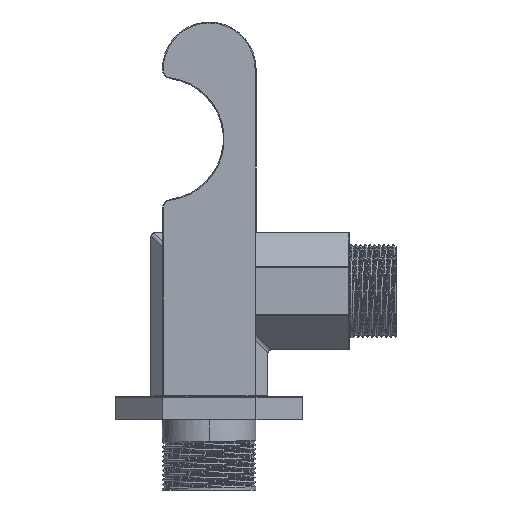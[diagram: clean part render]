
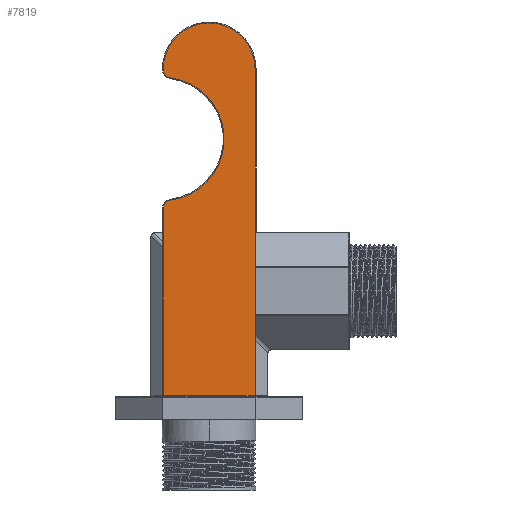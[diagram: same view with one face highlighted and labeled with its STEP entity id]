
A CAD part, left-side view. The second image highlights one B-rep face of the part: STEP entity #7819.
In plain terms, the highlighted planar face has unit normal (-1, 0, 0).
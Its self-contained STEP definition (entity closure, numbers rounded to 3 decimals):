
#7 = DIRECTION ( 'NONE',  ( 0., 0., -1. ) ) ;
#91 = CARTESIAN_POINT ( 'NONE',  ( -60.5, 8.24, 73.082 ) ) ;
#94 = ORIENTED_EDGE ( 'NONE', *, *, #8723, .T. ) ;
#480 = ORIENTED_EDGE ( 'NONE', *, *, #3620, .T. ) ;
#1031 = DIRECTION ( 'NONE',  ( 0., 0., -1. ) ) ;
#1068 = AXIS2_PLACEMENT_3D ( 'NONE', #6664, #2661, #6559 ) ;
#1235 = EDGE_CURVE ( 'NONE', #1923, #4805, #6593, .T. ) ;
#1256 = DIRECTION ( 'NONE',  ( 0., 1., 0. ) ) ;
#1314 = DIRECTION ( 'NONE',  ( 1., 0., 0. ) ) ;
#1430 = CARTESIAN_POINT ( 'NONE',  ( -60.5, 8., 45.134 ) ) ;
#1617 = CARTESIAN_POINT ( 'NONE',  ( -60.5, -9.8, 85. ) ) ;
#1662 = CARTESIAN_POINT ( 'NONE',  ( -60.5, 8.24, 46.918 ) ) ;
#1699 = CIRCLE ( 'NONE', #6432, 9.8 ) ;
#1710 = DIRECTION ( 'NONE',  ( 0., 0., 1. ) ) ;
#1756 = DIRECTION ( 'NONE',  ( 0., 1., 0. ) ) ;
#1923 = VERTEX_POINT ( 'NONE', #10240 ) ;
#1930 = DIRECTION ( 'NONE',  ( -1., 0., 0. ) ) ;
#1941 = EDGE_CURVE ( 'NONE', #5228, #1923, #8407, .T. ) ;
#2483 = DIRECTION ( 'NONE',  ( 1., 0., 0. ) ) ;
#2600 = CARTESIAN_POINT ( 'NONE',  ( -60.5, 9.8, 75. ) ) ;
#2661 = DIRECTION ( 'NONE',  ( -1., 0., 0. ) ) ;
#2748 = CARTESIAN_POINT ( 'NONE',  ( -60.5, 9.8, 5.2 ) ) ;
#2754 = CARTESIAN_POINT ( 'NONE',  ( -60.5, 9.8, 85. ) ) ;
#3101 = LINE ( 'NONE', #4037, #8925 ) ;
#3124 = VECTOR ( 'NONE', #1710, 1000. ) ;
#3150 = EDGE_CURVE ( 'NONE', #5227, #8326, #1699, .T. ) ;
#3294 = ORIENTED_EDGE ( 'NONE', *, *, #9959, .T. ) ;
#3620 = EDGE_CURVE ( 'NONE', #6925, #10032, #10116, .T. ) ;
#3783 = DIRECTION ( 'NONE',  ( 0., 1., 0. ) ) ;
#3942 = ORIENTED_EDGE ( 'NONE', *, *, #3150, .T. ) ;
#4037 = CARTESIAN_POINT ( 'NONE',  ( -60.5, 9.8, 85. ) ) ;
#4585 = ORIENTED_EDGE ( 'NONE', *, *, #6672, .T. ) ;
#4598 = VECTOR ( 'NONE', #1031, 1000. ) ;
#4805 = VERTEX_POINT ( 'NONE', #2748 ) ;
#4852 = LINE ( 'NONE', #1617, #3124 ) ;
#5218 = AXIS2_PLACEMENT_3D ( 'NONE', #1430, #7875, #6204 ) ;
#5227 = VERTEX_POINT ( 'NONE', #8053 ) ;
#5228 = VERTEX_POINT ( 'NONE', #1662 ) ;
#5397 = ORIENTED_EDGE ( 'NONE', *, *, #1235, .T. ) ;
#5442 = VERTEX_POINT ( 'NONE', #9094 ) ;
#5446 = FACE_OUTER_BOUND ( 'NONE', #5833, .T. ) ;
#5741 = ORIENTED_EDGE ( 'NONE', *, *, #7419, .T. ) ;
#5833 = EDGE_LOOP ( 'NONE', ( #5397, #4585, #3294, #3942, #5741, #480, #94, #6126 ) ) ;
#6126 = ORIENTED_EDGE ( 'NONE', *, *, #1941, .T. ) ;
#6204 = DIRECTION ( 'NONE',  ( 0., 1., 0. ) ) ;
#6364 = DIRECTION ( 'NONE',  ( 0., -1., 0. ) ) ;
#6432 = AXIS2_PLACEMENT_3D ( 'NONE', #6708, #1930, #1256 ) ;
#6534 = CARTESIAN_POINT ( 'NONE',  ( -60.5, -10., 85. ) ) ;
#6559 = DIRECTION ( 'NONE',  ( 0., 1., 0. ) ) ;
#6593 = LINE ( 'NONE', #2754, #4598 ) ;
#6664 = CARTESIAN_POINT ( 'NONE',  ( -60.5, 8., 74.866 ) ) ;
#6672 = EDGE_CURVE ( 'NONE', #4805, #5442, #8131, .T. ) ;
#6708 = CARTESIAN_POINT ( 'NONE',  ( -60.5, 0., 75. ) ) ;
#6882 = CARTESIAN_POINT ( 'NONE',  ( -60.5, 10., 60. ) ) ;
#6925 = VERTEX_POINT ( 'NONE', #8725 ) ;
#7414 = PLANE ( 'NONE',  #10291 ) ;
#7419 = EDGE_CURVE ( 'NONE', #8326, #6925, #3101, .T. ) ;
#7819 = ADVANCED_FACE ( 'NONE', ( #5446 ), #7414, .F. ) ;
#7875 = DIRECTION ( 'NONE',  ( -1., 0., 0. ) ) ;
#8053 = CARTESIAN_POINT ( 'NONE',  ( -60.5, -9.8, 75. ) ) ;
#8124 = VECTOR ( 'NONE', #6364, 1000. ) ;
#8131 = LINE ( 'NONE', #9560, #8124 ) ;
#8326 = VERTEX_POINT ( 'NONE', #2600 ) ;
#8407 = CIRCLE ( 'NONE', #5218, 1.8 ) ;
#8723 = EDGE_CURVE ( 'NONE', #10032, #5228, #9776, .T. ) ;
#8725 = CARTESIAN_POINT ( 'NONE',  ( -60.5, 9.8, 74.866 ) ) ;
#8925 = VECTOR ( 'NONE', #7, 1000. ) ;
#8933 = AXIS2_PLACEMENT_3D ( 'NONE', #6882, #1314, #3783 ) ;
#9094 = CARTESIAN_POINT ( 'NONE',  ( -60.5, -9.8, 5.2 ) ) ;
#9560 = CARTESIAN_POINT ( 'NONE',  ( -60.5, -10., 5.2 ) ) ;
#9776 = CIRCLE ( 'NONE', #8933, 13.2 ) ;
#9959 = EDGE_CURVE ( 'NONE', #5442, #5227, #4852, .T. ) ;
#10032 = VERTEX_POINT ( 'NONE', #91 ) ;
#10116 = CIRCLE ( 'NONE', #1068, 1.8 ) ;
#10240 = CARTESIAN_POINT ( 'NONE',  ( -60.5, 9.8, 45.134 ) ) ;
#10291 = AXIS2_PLACEMENT_3D ( 'NONE', #6534, #2483, #1756 ) ;
